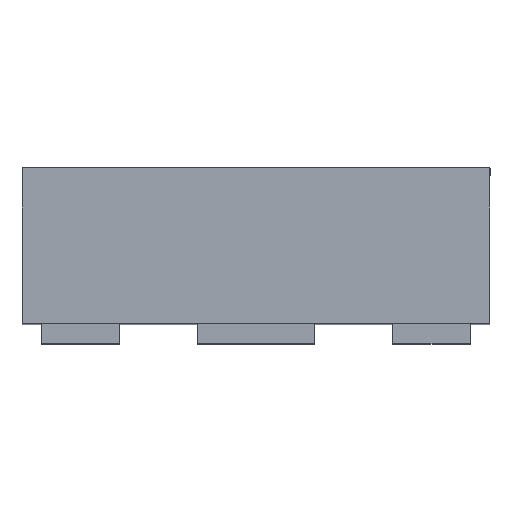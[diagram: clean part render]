
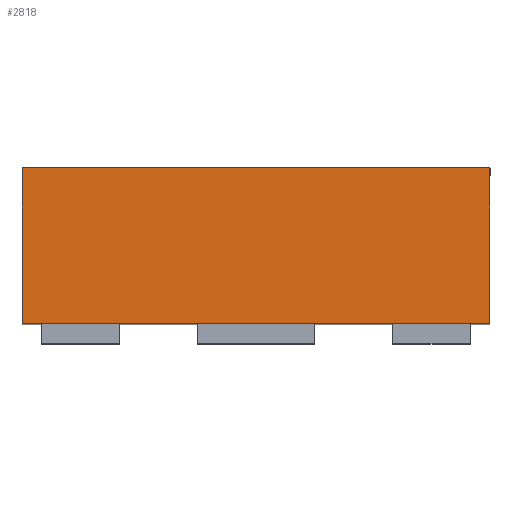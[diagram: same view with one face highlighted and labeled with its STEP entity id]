
A CAD part, top view. The second image highlights one B-rep face of the part: STEP entity #2818.
In plain terms, the highlighted planar face has unit normal (0, 0, 1).
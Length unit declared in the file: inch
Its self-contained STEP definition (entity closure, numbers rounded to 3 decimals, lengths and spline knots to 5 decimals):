
#271 = CARTESIAN_POINT ( 'NONE',  ( -0.02362, 0.01772, 0.0315 ) ) ;
#416 = LINE ( 'NONE', #4521, #4282 ) ;
#473 = ORIENTED_EDGE ( 'NONE', *, *, #4834, .F. ) ;
#1069 = PLANE ( 'NONE',  #4480 ) ;
#1104 = CARTESIAN_POINT ( 'NONE',  ( 0.02362, 0.00197, 0.0315 ) ) ;
#1261 = LINE ( 'NONE', #2600, #4385 ) ;
#1293 = CARTESIAN_POINT ( 'NONE',  ( -0.02362, 0.00197, 0.0315 ) ) ;
#2006 = DIRECTION ( 'NONE',  ( 0., 0., -1. ) ) ;
#2201 = LINE ( 'NONE', #1293, #3796 ) ;
#2600 = CARTESIAN_POINT ( 'NONE',  ( -0.02362, 0.11417, 0.0315 ) ) ;
#2625 = DIRECTION ( 'NONE',  ( -1., 0., 0. ) ) ;
#2818 = ADVANCED_FACE ( 'NONE', ( #5096 ), #1069, .F. ) ;
#2911 = VERTEX_POINT ( 'NONE', #1104 ) ;
#2946 = EDGE_CURVE ( 'NONE', #4986, #3205, #5167, .T. ) ;
#3205 = VERTEX_POINT ( 'NONE', #5123 ) ;
#3251 = EDGE_CURVE ( 'NONE', #5717, #4986, #1261, .T. ) ;
#3341 = ORIENTED_EDGE ( 'NONE', *, *, #2946, .F. ) ;
#3721 = VECTOR ( 'NONE', #4709, 39.37008 ) ;
#3761 = EDGE_LOOP ( 'NONE', ( #5760, #5730, #473, #3341 ) ) ;
#3796 = VECTOR ( 'NONE', #2625, 39.37008 ) ;
#4171 = DIRECTION ( 'NONE',  ( -1., 0., 0. ) ) ;
#4261 = CARTESIAN_POINT ( 'NONE',  ( 0., 0.01772, 0.0315 ) ) ;
#4282 = VECTOR ( 'NONE', #4453, 39.37008 ) ;
#4385 = VECTOR ( 'NONE', #5647, 39.37008 ) ;
#4453 = DIRECTION ( 'NONE',  ( 0., -1., 0. ) ) ;
#4480 = AXIS2_PLACEMENT_3D ( 'NONE', #4741, #2006, #4171 ) ;
#4521 = CARTESIAN_POINT ( 'NONE',  ( 0.02362, 0.11417, 0.0315 ) ) ;
#4583 = CARTESIAN_POINT ( 'NONE',  ( -0.02362, 0.00197, 0.0315 ) ) ;
#4709 = DIRECTION ( 'NONE',  ( 1., 0., 0. ) ) ;
#4741 = CARTESIAN_POINT ( 'NONE',  ( -0.02362, 0.11417, 0.0315 ) ) ;
#4834 = EDGE_CURVE ( 'NONE', #3205, #2911, #416, .T. ) ;
#4986 = VERTEX_POINT ( 'NONE', #271 ) ;
#5096 = FACE_OUTER_BOUND ( 'NONE', #3761, .T. ) ;
#5123 = CARTESIAN_POINT ( 'NONE',  ( 0.02362, 0.01772, 0.0315 ) ) ;
#5167 = LINE ( 'NONE', #4261, #3721 ) ;
#5259 = EDGE_CURVE ( 'NONE', #2911, #5717, #2201, .T. ) ;
#5647 = DIRECTION ( 'NONE',  ( 0., 1., 0. ) ) ;
#5717 = VERTEX_POINT ( 'NONE', #4583 ) ;
#5730 = ORIENTED_EDGE ( 'NONE', *, *, #5259, .F. ) ;
#5760 = ORIENTED_EDGE ( 'NONE', *, *, #3251, .F. ) ;
